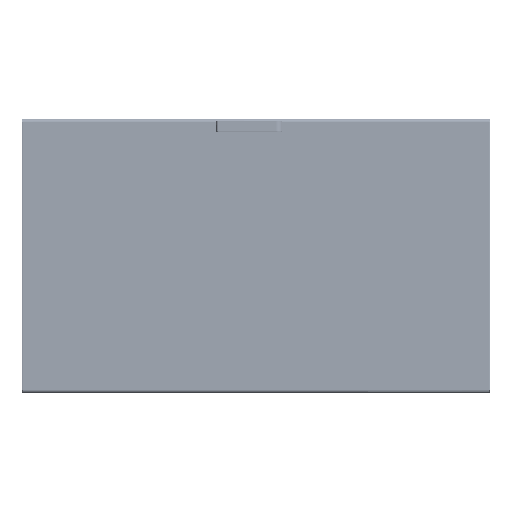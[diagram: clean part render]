
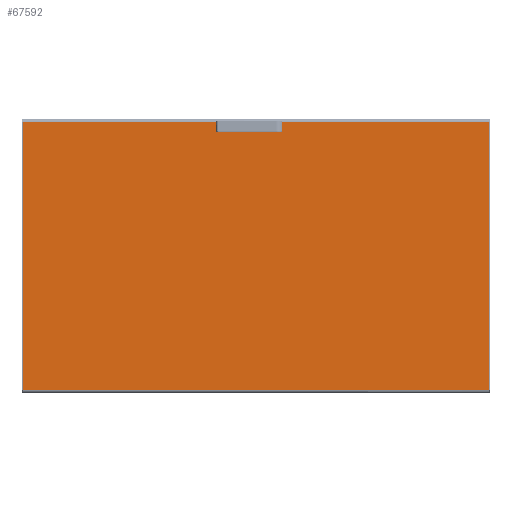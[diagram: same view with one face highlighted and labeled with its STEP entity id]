
A CAD part, top view. The second image highlights one B-rep face of the part: STEP entity #67592.
In plain terms, the highlighted planar face has unit normal (0, 0, 1).
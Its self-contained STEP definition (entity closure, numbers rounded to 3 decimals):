
#8330 = AXIS2_PLACEMENT_3D ( 'NONE', #47228, #47226, #47225 ) ;
#8373 = AXIS2_PLACEMENT_3D ( 'NONE', #47238, #47236, #47231 ) ;
#8378 = AXIS2_PLACEMENT_3D ( 'NONE', #47269, #47263, #47262 ) ;
#8381 = AXIS2_PLACEMENT_3D ( 'NONE', #47261, #47257, #47256 ) ;
#8384 = AXIS2_PLACEMENT_3D ( 'NONE', #47266, #47251, #47250 ) ;
#8389 = AXIS2_PLACEMENT_3D ( 'NONE', #47253, #47246, #47245 ) ;
#8557 = AXIS2_PLACEMENT_3D ( 'NONE', #46765, #46634, #46633 ) ;
#19070 = CARTESIAN_POINT ( 'NONE',  ( -675.49, -387.5, 2. ) ) ;
#19335 = CARTESIAN_POINT ( 'NONE',  ( -675.49, 387.5, 2. ) ) ;
#19430 = CARTESIAN_POINT ( 'NONE',  ( -37.662, 380., 2. ) ) ;
#19453 = CARTESIAN_POINT ( 'NONE',  ( 37.662, 371., 2. ) ) ;
#19505 = CARTESIAN_POINT ( 'NONE',  ( 54.3, 371., 2. ) ) ;
#19885 = CARTESIAN_POINT ( 'NONE',  ( -29.5, 387.5, 2. ) ) ;
#20180 = CARTESIAN_POINT ( 'NONE',  ( 675.49, -387.5, 2. ) ) ;
#20793 = CARTESIAN_POINT ( 'NONE',  ( 675.49, 387.5, 2. ) ) ;
#21113 = CARTESIAN_POINT ( 'NONE',  ( 29.5, 387.5, 2. ) ) ;
#21159 = CARTESIAN_POINT ( 'NONE',  ( 54.3, 380., 2. ) ) ;
#21170 = CARTESIAN_POINT ( 'NONE',  ( 37.662, 380., 2. ) ) ;
#21177 = CARTESIAN_POINT ( 'NONE',  ( 58.8, 375.5, 2. ) ) ;
#21528 = CARTESIAN_POINT ( 'NONE',  ( -54.3, 380., 2. ) ) ;
#21560 = CARTESIAN_POINT ( 'NONE',  ( -54.3, 371., 2. ) ) ;
#21588 = CARTESIAN_POINT ( 'NONE',  ( -37.662, 371., 2. ) ) ;
#21613 = CARTESIAN_POINT ( 'NONE',  ( 14.338, 371., 2. ) ) ;
#21619 = CARTESIAN_POINT ( 'NONE',  ( -14.338, 371., 2. ) ) ;
#25951 = VERTEX_POINT ( 'NONE', #21613 ) ;
#25953 = VERTEX_POINT ( 'NONE', #21619 ) ;
#25956 = VERTEX_POINT ( 'NONE', #21588 ) ;
#25966 = VERTEX_POINT ( 'NONE', #21560 ) ;
#25975 = VERTEX_POINT ( 'NONE', #21528 ) ;
#26780 = VERTEX_POINT ( 'NONE', #21177 ) ;
#26783 = VERTEX_POINT ( 'NONE', #21159 ) ;
#27182 = VERTEX_POINT ( 'NONE', #19885 ) ;
#27196 = VERTEX_POINT ( 'NONE', #19430 ) ;
#27198 = VERTEX_POINT ( 'NONE', #19335 ) ;
#27209 = VERTEX_POINT ( 'NONE', #19070 ) ;
#27226 = VERTEX_POINT ( 'NONE', #20180 ) ;
#27236 = VERTEX_POINT ( 'NONE', #20793 ) ;
#27245 = VERTEX_POINT ( 'NONE', #21113 ) ;
#27247 = VERTEX_POINT ( 'NONE', #21170 ) ;
#27264 = VERTEX_POINT ( 'NONE', #19505 ) ;
#27266 = VERTEX_POINT ( 'NONE', #19453 ) ;
#35808 = CIRCLE ( 'NONE', #8330, 4.5 ) ;
#35815 = VECTOR ( 'NONE', #47223, 1000. ) ;
#35818 = CIRCLE ( 'NONE', #8373, 12.5 ) ;
#35821 = LINE ( 'NONE', #47224, #35815 ) ;
#35824 = VECTOR ( 'NONE', #47227, 1000. ) ;
#35827 = LINE ( 'NONE', #47232, #35824 ) ;
#35834 = CIRCLE ( 'NONE', #8389, 4.5 ) ;
#35838 = VECTOR ( 'NONE', #47239, 1000. ) ;
#35841 = CIRCLE ( 'NONE', #8384, 12.5 ) ;
#35846 = VECTOR ( 'NONE', #47233, 1000. ) ;
#35850 = CIRCLE ( 'NONE', #8381, 12.5 ) ;
#35852 = LINE ( 'NONE', #47260, #35893 ) ;
#35857 = LINE ( 'NONE', #47234, #35846 ) ;
#35859 = CIRCLE ( 'NONE', #8378, 12.5 ) ;
#35863 = VECTOR ( 'NONE', #47258, 1000. ) ;
#35866 = LINE ( 'NONE', #47259, #35863 ) ;
#35871 = LINE ( 'NONE', #47244, #35838 ) ;
#35875 = LINE ( 'NONE', #47273, #35902 ) ;
#35878 = VECTOR ( 'NONE', #47270, 1000. ) ;
#35883 = VECTOR ( 'NONE', #47271, 1000. ) ;
#35891 = LINE ( 'NONE', #47276, #35878 ) ;
#35893 = VECTOR ( 'NONE', #47254, 1000. ) ;
#35896 = LINE ( 'NONE', #47272, #35883 ) ;
#35898 = VECTOR ( 'NONE', #47281, 1000. ) ;
#35902 = VECTOR ( 'NONE', #47267, 1000. ) ;
#35906 = LINE ( 'NONE', #47284, #35898 ) ;
#36148 = CIRCLE ( 'NONE', #8557, 4.5 ) ;
#37873 = PLANE ( 'NONE',  #75206 ) ;
#38892 = CARTESIAN_POINT ( 'NONE',  ( -675.5, -395., 2. ) ) ;
#39796 = DIRECTION ( 'NONE',  ( 0., 0., 1. ) ) ;
#39799 = DIRECTION ( 'NONE',  ( 1., 0., 0. ) ) ;
#46633 = DIRECTION ( 'NONE',  ( -1., 0., 0. ) ) ;
#46634 = DIRECTION ( 'NONE',  ( 0., 0., 1. ) ) ;
#46765 = CARTESIAN_POINT ( 'NONE',  ( 54.3, 375.5, 2. ) ) ;
#47223 = DIRECTION ( 'NONE',  ( -1., 0., 0. ) ) ;
#47224 = CARTESIAN_POINT ( 'NONE',  ( -37.662, 380., 2. ) ) ;
#47225 = DIRECTION ( 'NONE',  ( 1., 0., 0. ) ) ;
#47226 = DIRECTION ( 'NONE',  ( 0., 0., 1. ) ) ;
#47227 = DIRECTION ( 'NONE',  ( 1., 0., 0. ) ) ;
#47228 = CARTESIAN_POINT ( 'NONE',  ( -54.3, 375.5, 2. ) ) ;
#47231 = DIRECTION ( 'NONE',  ( 1., 0., 0. ) ) ;
#47232 = CARTESIAN_POINT ( 'NONE',  ( -37.662, 371., 2. ) ) ;
#47233 = DIRECTION ( 'NONE',  ( 1., 0., 0. ) ) ;
#47234 = CARTESIAN_POINT ( 'NONE',  ( 37.662, 371., 2. ) ) ;
#47236 = DIRECTION ( 'NONE',  ( 0., 0., 1. ) ) ;
#47238 = CARTESIAN_POINT ( 'NONE',  ( -26., 375.5, 2. ) ) ;
#47239 = DIRECTION ( 'NONE',  ( 1., 0., 0. ) ) ;
#47244 = CARTESIAN_POINT ( 'NONE',  ( -14.338, 371., 2. ) ) ;
#47245 = DIRECTION ( 'NONE',  ( -1., 0., 0. ) ) ;
#47246 = DIRECTION ( 'NONE',  ( 0., 0., 1. ) ) ;
#47250 = DIRECTION ( 'NONE',  ( -1., 0., 0. ) ) ;
#47251 = DIRECTION ( 'NONE',  ( 0., 0., 1. ) ) ;
#47253 = CARTESIAN_POINT ( 'NONE',  ( 54.3, 375.5, 2. ) ) ;
#47254 = DIRECTION ( 'NONE',  ( -1., 0., 0. ) ) ;
#47256 = DIRECTION ( 'NONE',  ( -1., 0., 0. ) ) ;
#47257 = DIRECTION ( 'NONE',  ( 0., 0., 1. ) ) ;
#47258 = DIRECTION ( 'NONE',  ( 1., 0., 0. ) ) ;
#47259 = CARTESIAN_POINT ( 'NONE',  ( -675.49, -387.5, 2. ) ) ;
#47260 = CARTESIAN_POINT ( 'NONE',  ( 37.662, 380., 2. ) ) ;
#47261 = CARTESIAN_POINT ( 'NONE',  ( 26., 375.5, 2. ) ) ;
#47262 = DIRECTION ( 'NONE',  ( 1., 0., 0. ) ) ;
#47263 = DIRECTION ( 'NONE',  ( 0., 0., 1. ) ) ;
#47266 = CARTESIAN_POINT ( 'NONE',  ( 26., 375.5, 2. ) ) ;
#47267 = DIRECTION ( 'NONE',  ( -1., 0., 0. ) ) ;
#47269 = CARTESIAN_POINT ( 'NONE',  ( -26., 375.5, 2. ) ) ;
#47270 = DIRECTION ( 'NONE',  ( 0., -1., 0. ) ) ;
#47271 = DIRECTION ( 'NONE',  ( 0., 1., 0. ) ) ;
#47272 = CARTESIAN_POINT ( 'NONE',  ( 675.49, -395., 2. ) ) ;
#47273 = CARTESIAN_POINT ( 'NONE',  ( 675.49, 387.5, 2. ) ) ;
#47276 = CARTESIAN_POINT ( 'NONE',  ( -675.49, 395., 2. ) ) ;
#47281 = DIRECTION ( 'NONE',  ( -1., 0., 0. ) ) ;
#47284 = CARTESIAN_POINT ( 'NONE',  ( 675.49, 387.5, 2. ) ) ;
#49313 = EDGE_CURVE ( 'NONE', #26780, #26783, #36148, .T. ) ;
#49458 = EDGE_CURVE ( 'NONE', #27236, #27245, #35906, .T. ) ;
#49465 = EDGE_CURVE ( 'NONE', #27226, #27236, #35896, .T. ) ;
#49467 = EDGE_CURVE ( 'NONE', #27198, #27209, #35891, .T. ) ;
#49471 = EDGE_CURVE ( 'NONE', #27182, #27198, #35875, .T. ) ;
#49473 = EDGE_CURVE ( 'NONE', #27182, #27196, #35859, .T. ) ;
#49476 = EDGE_CURVE ( 'NONE', #27209, #27226, #35866, .T. ) ;
#49478 = EDGE_CURVE ( 'NONE', #27247, #27245, #35850, .T. ) ;
#49480 = EDGE_CURVE ( 'NONE', #26783, #27247, #35852, .T. ) ;
#49487 = EDGE_CURVE ( 'NONE', #25951, #27266, #35841, .T. ) ;
#49489 = EDGE_CURVE ( 'NONE', #27264, #26780, #35834, .T. ) ;
#49491 = EDGE_CURVE ( 'NONE', #25953, #25951, #35871, .T. ) ;
#49494 = EDGE_CURVE ( 'NONE', #27266, #27264, #35857, .T. ) ;
#49497 = EDGE_CURVE ( 'NONE', #25956, #25953, #35818, .T. ) ;
#49502 = EDGE_CURVE ( 'NONE', #25966, #25956, #35827, .T. ) ;
#49504 = EDGE_CURVE ( 'NONE', #25975, #25966, #35808, .T. ) ;
#49507 = EDGE_CURVE ( 'NONE', #27196, #25975, #35821, .T. ) ;
#67592 = ADVANCED_FACE ( 'NONE', ( #77183 ), #37873, .T. ) ;
#75206 = AXIS2_PLACEMENT_3D ( 'NONE', #38892, #39796, #39799 ) ;
#77183 = FACE_OUTER_BOUND ( 'NONE', #81551, .T. ) ;
#81551 = EDGE_LOOP ( 'NONE', ( #81849, #81850, #81851, #81852, #81853, #81854, #81855, #81856, #81857, #81858, #81859, #81860, #81861, #81862, #81863, #81864, #81865 ) ) ;
#81849 = ORIENTED_EDGE ( 'NONE', *, *, #49473, .F. ) ;
#81850 = ORIENTED_EDGE ( 'NONE', *, *, #49471, .T. ) ;
#81851 = ORIENTED_EDGE ( 'NONE', *, *, #49467, .T. ) ;
#81852 = ORIENTED_EDGE ( 'NONE', *, *, #49476, .T. ) ;
#81853 = ORIENTED_EDGE ( 'NONE', *, *, #49465, .T. ) ;
#81854 = ORIENTED_EDGE ( 'NONE', *, *, #49458, .T. ) ;
#81855 = ORIENTED_EDGE ( 'NONE', *, *, #49478, .F. ) ;
#81856 = ORIENTED_EDGE ( 'NONE', *, *, #49480, .F. ) ;
#81857 = ORIENTED_EDGE ( 'NONE', *, *, #49313, .F. ) ;
#81858 = ORIENTED_EDGE ( 'NONE', *, *, #49489, .F. ) ;
#81859 = ORIENTED_EDGE ( 'NONE', *, *, #49494, .F. ) ;
#81860 = ORIENTED_EDGE ( 'NONE', *, *, #49487, .F. ) ;
#81861 = ORIENTED_EDGE ( 'NONE', *, *, #49491, .F. ) ;
#81862 = ORIENTED_EDGE ( 'NONE', *, *, #49497, .F. ) ;
#81863 = ORIENTED_EDGE ( 'NONE', *, *, #49502, .F. ) ;
#81864 = ORIENTED_EDGE ( 'NONE', *, *, #49504, .F. ) ;
#81865 = ORIENTED_EDGE ( 'NONE', *, *, #49507, .F. ) ;
